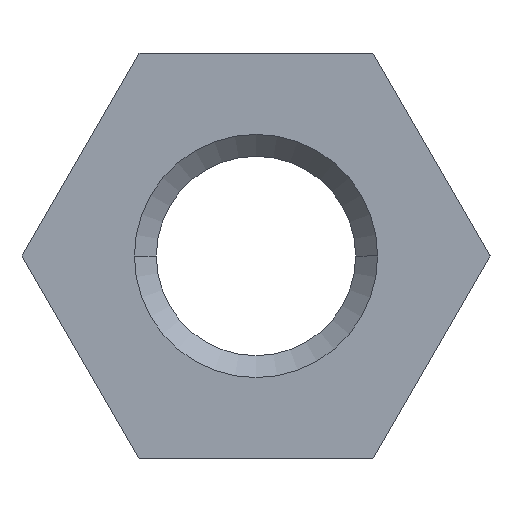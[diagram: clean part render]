
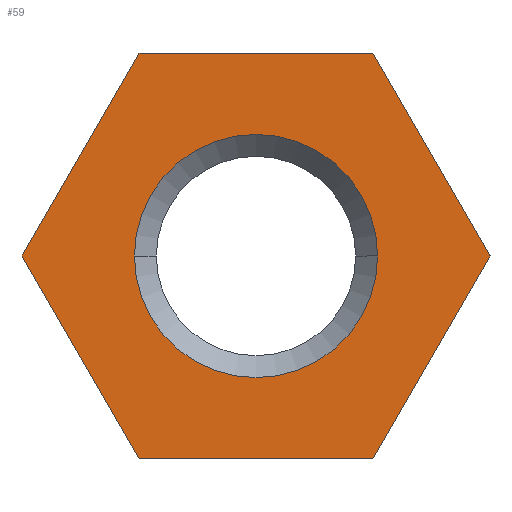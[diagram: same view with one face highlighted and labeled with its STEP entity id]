
A CAD part, left-side view. The second image highlights one B-rep face of the part: STEP entity #59.
In plain terms, the highlighted planar face has unit normal (-1, 0, 0).
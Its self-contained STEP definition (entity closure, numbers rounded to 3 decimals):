
#59=ADVANCED_FACE('',(#88,#89),#90,.F.);
#88=FACE_BOUND('',#118,.T.);
#89=FACE_OUTER_BOUND('',#119,.T.);
#90=PLANE('',#120);
#118=EDGE_LOOP('',(#216,#217));
#119=EDGE_LOOP('',(#218,#219,#220,#221,#222,#223));
#120=AXIS2_PLACEMENT_3D('',#224,#225,#226);
#216=ORIENTED_EDGE('',*,*,#236,.T.);
#217=ORIENTED_EDGE('',*,*,#237,.T.);
#218=ORIENTED_EDGE('',*,*,#258,.F.);
#219=ORIENTED_EDGE('',*,*,#243,.F.);
#220=ORIENTED_EDGE('',*,*,#247,.F.);
#221=ORIENTED_EDGE('',*,*,#250,.F.);
#222=ORIENTED_EDGE('',*,*,#253,.F.);
#223=ORIENTED_EDGE('',*,*,#256,.F.);
#224=CARTESIAN_POINT('',(0.0,0.,0.));
#225=DIRECTION('',(1.0,0.0,0.0));
#226=DIRECTION('',(0.0,0.0,-1.0));
#236=EDGE_CURVE('',#272,#274,#276,.T.);
#237=EDGE_CURVE('',#274,#272,#277,.T.);
#243=EDGE_CURVE('',#284,#286,#287,.T.);
#247=EDGE_CURVE('',#291,#284,#293,.T.);
#250=EDGE_CURVE('',#296,#291,#298,.T.);
#253=EDGE_CURVE('',#301,#296,#303,.T.);
#256=EDGE_CURVE('',#306,#301,#308,.T.);
#258=EDGE_CURVE('',#286,#306,#310,.T.);
#272=VERTEX_POINT('',#328);
#274=VERTEX_POINT('',#331);
#276=CIRCLE('',#334,1.5);
#277=CIRCLE('',#335,1.5);
#284=VERTEX_POINT('',#343);
#286=VERTEX_POINT('',#346);
#287=LINE('',#347,#348);
#291=VERTEX_POINT('',#354);
#293=LINE('',#357,#358);
#296=VERTEX_POINT('',#362);
#298=LINE('',#365,#366);
#301=VERTEX_POINT('',#370);
#303=LINE('',#373,#374);
#306=VERTEX_POINT('',#378);
#308=LINE('',#381,#382);
#310=LINE('',#385,#386);
#328=CARTESIAN_POINT('',(0.0,1.5,0.0));
#331=CARTESIAN_POINT('',(0.0,-1.5,0.));
#334=AXIS2_PLACEMENT_3D('',#402,#403,#404);
#335=AXIS2_PLACEMENT_3D('',#405,#406,#407);
#343=CARTESIAN_POINT('',(0.0,-1.443,2.5));
#346=CARTESIAN_POINT('',(0.0,-2.887,0.));
#347=CARTESIAN_POINT('',(0.0,-1.443,2.5));
#348=VECTOR('',#419,1.0);
#354=CARTESIAN_POINT('',(0.0,1.443,2.5));
#357=CARTESIAN_POINT('',(0.0,1.443,2.5));
#358=VECTOR('',#423,1.0);
#362=CARTESIAN_POINT('',(0.0,2.887,0.));
#365=CARTESIAN_POINT('',(0.0,2.887,0.));
#366=VECTOR('',#426,1.0);
#370=CARTESIAN_POINT('',(0.0,1.443,-2.5));
#373=CARTESIAN_POINT('',(0.0,1.443,-2.5));
#374=VECTOR('',#429,1.0);
#378=CARTESIAN_POINT('',(0.0,-1.443,-2.5));
#381=CARTESIAN_POINT('',(0.0,-1.443,-2.5));
#382=VECTOR('',#432,1.0);
#385=CARTESIAN_POINT('',(0.0,-2.887,0.));
#386=VECTOR('',#434,1.0);
#402=CARTESIAN_POINT('',(0.0,0.0,0.0));
#403=DIRECTION('',(1.0,0.0,0.0));
#404=DIRECTION('',(0.0,1.0,0.0));
#405=CARTESIAN_POINT('',(0.0,0.0,0.0));
#406=DIRECTION('',(1.0,0.0,0.0));
#407=DIRECTION('',(0.0,1.0,0.0));
#419=DIRECTION('',(0.0,-0.5,-0.866));
#423=DIRECTION('',(0.0,-1.0,0.));
#426=DIRECTION('',(0.0,-0.5,0.866));
#429=DIRECTION('',(0.0,0.5,0.866));
#432=DIRECTION('',(0.0,1.0,0.0));
#434=DIRECTION('',(0.0,0.5,-0.866));
